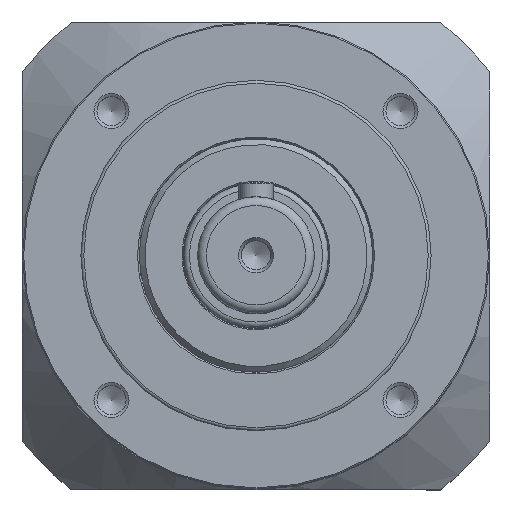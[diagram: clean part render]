
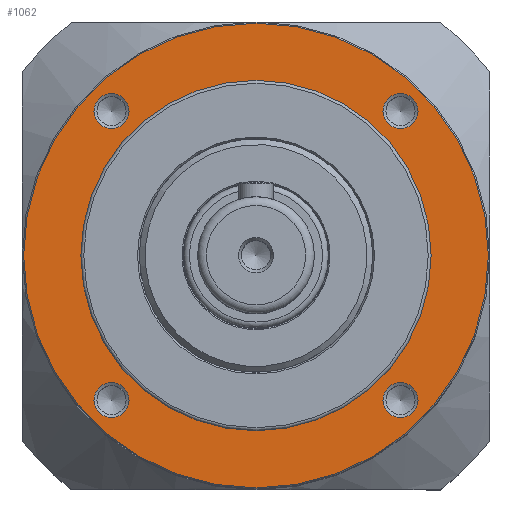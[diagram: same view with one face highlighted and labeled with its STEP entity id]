
A CAD part, top view. The second image highlights one B-rep face of the part: STEP entity #1062.
In plain terms, the highlighted planar face has unit normal (0, 0, 1).
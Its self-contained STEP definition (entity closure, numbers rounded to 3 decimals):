
#123=CARTESIAN_POINT('',(-21.749,24.749,-3.0));
#124=VERTEX_POINT('',#123);
#125=CARTESIAN_POINT('',(-24.749,24.749,-3.0));
#126=DIRECTION('',(0.0,0.0,-1.0));
#127=DIRECTION('',(-1.0,0.0,0.0));
#128=AXIS2_PLACEMENT_3D('',#125,#126,#127);
#129=CIRCLE('',#128,3.);
#130=EDGE_CURVE('',#124,#124,#129,.T.);
#151=CARTESIAN_POINT('',(27.749,24.749,-3.0));
#152=VERTEX_POINT('',#151);
#153=CARTESIAN_POINT('',(24.749,24.749,-3.0));
#154=DIRECTION('',(0.0,0.0,-1.0));
#155=DIRECTION('',(-1.0,0.0,0.0));
#156=AXIS2_PLACEMENT_3D('',#153,#154,#155);
#157=CIRCLE('',#156,3.);
#158=EDGE_CURVE('',#152,#152,#157,.T.);
#179=CARTESIAN_POINT('',(27.749,-24.749,-3.0));
#180=VERTEX_POINT('',#179);
#181=CARTESIAN_POINT('',(24.749,-24.749,-3.0));
#182=DIRECTION('',(0.0,0.0,-1.0));
#183=DIRECTION('',(-1.0,0.0,0.0));
#184=AXIS2_PLACEMENT_3D('',#181,#182,#183);
#185=CIRCLE('',#184,3.);
#186=EDGE_CURVE('',#180,#180,#185,.T.);
#207=CARTESIAN_POINT('',(-21.749,-24.749,-3.0));
#208=VERTEX_POINT('',#207);
#209=CARTESIAN_POINT('',(-24.749,-24.749,-3.0));
#210=DIRECTION('',(0.0,0.0,-1.0));
#211=DIRECTION('',(-1.0,0.0,0.0));
#212=AXIS2_PLACEMENT_3D('',#209,#210,#211);
#213=CIRCLE('',#212,3.);
#214=EDGE_CURVE('',#208,#208,#213,.T.);
#420=CARTESIAN_POINT('',(-39.8,0.0,-3.0));
#421=VERTEX_POINT('',#420);
#422=CARTESIAN_POINT('',(0.0,0.0,-3.0));
#423=DIRECTION('',(0.0,0.0,1.0));
#424=DIRECTION('',(-1.0,0.0,0.0));
#425=AXIS2_PLACEMENT_3D('',#422,#423,#424);
#426=CIRCLE('',#425,39.8);
#427=EDGE_CURVE('',#421,#421,#426,.T.);
#968=CARTESIAN_POINT('',(30.0,0.0,-3.0));
#969=VERTEX_POINT('',#968);
#970=CARTESIAN_POINT('',(0.0,0.0,-3.0));
#971=DIRECTION('',(0.0,0.0,1.0));
#972=DIRECTION('',(1.0,0.0,0.0));
#973=AXIS2_PLACEMENT_3D('',#970,#971,#972);
#974=CIRCLE('',#973,30.0);
#975=EDGE_CURVE('',#969,#969,#974,.T.);
#1039=CARTESIAN_POINT('',(0.0,30.0,-3.0));
#1040=DIRECTION('',(0.0,0.0,-1.0));
#1041=DIRECTION('',(-1.0,0.0,0.0));
#1042=AXIS2_PLACEMENT_3D('',#1039,#1040,#1041);
#1043=PLANE('',#1042);
#1044=ORIENTED_EDGE('',*,*,#427,.T.);
#1045=EDGE_LOOP('',(#1044));
#1046=FACE_OUTER_BOUND('',#1045,.T.);
#1047=ORIENTED_EDGE('',*,*,#186,.T.);
#1048=EDGE_LOOP('',(#1047));
#1049=FACE_BOUND('',#1048,.T.);
#1050=ORIENTED_EDGE('',*,*,#158,.T.);
#1051=EDGE_LOOP('',(#1050));
#1052=FACE_BOUND('',#1051,.T.);
#1053=ORIENTED_EDGE('',*,*,#130,.T.);
#1054=EDGE_LOOP('',(#1053));
#1055=FACE_BOUND('',#1054,.T.);
#1056=ORIENTED_EDGE('',*,*,#214,.T.);
#1057=EDGE_LOOP('',(#1056));
#1058=FACE_BOUND('',#1057,.T.);
#1059=ORIENTED_EDGE('',*,*,#975,.F.);
#1060=EDGE_LOOP('',(#1059));
#1061=FACE_BOUND('',#1060,.T.);
#1062=ADVANCED_FACE('',(#1046,#1049,#1052,#1055,#1058,#1061),#1043,.F.);
